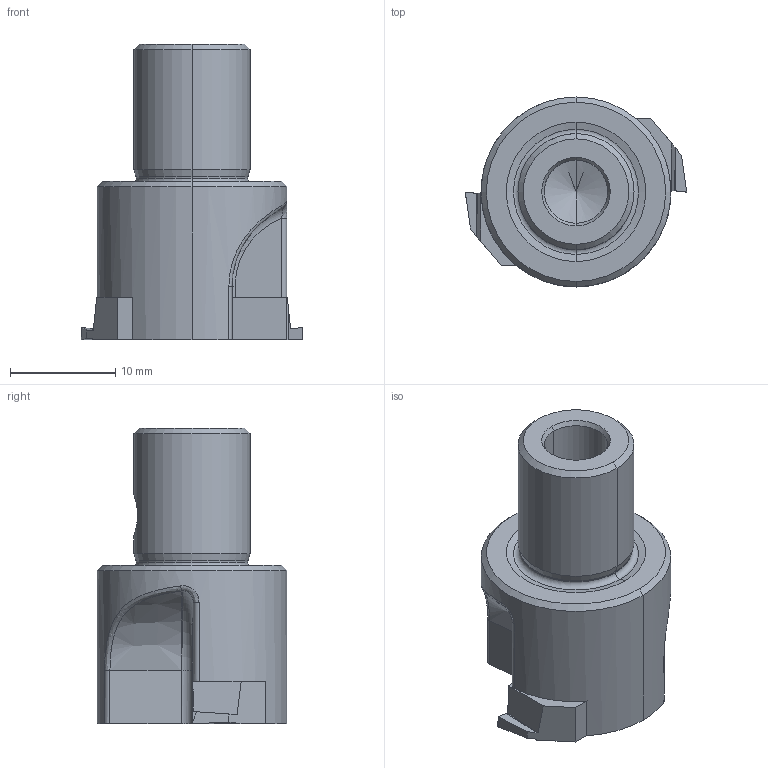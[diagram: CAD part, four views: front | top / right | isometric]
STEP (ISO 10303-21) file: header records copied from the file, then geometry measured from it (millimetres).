
FILE_DESCRIPTION(('no description'),'unknown implementation level');
FILE_NAME('F98071D2-1211-45CB-A3E9-0CB1E236E5D7_export.stp',' ',('CIMSOURCE GmbH'),('CADClick - KiM GmbH - www.kimweb.de'),'unknown preprocess','ACIS','unknown authorization');
FILE_SCHEMA(('automotive_design'));
Length unit declared in the file: millimetre
Products named in the file (5): 958.010 Kaiser DNF 22-34 X CK1|958.010 Kaiser DNF 22-34 X CK1_Standard;NONE; 958.010 Kaiser DNF 22-34 X CK1|958.048 Kaiser ETL M3 X 9,4F 10S_Standard;NONE; 958.010 Kaiser DNF 22-34 X CK1|958.061 Kaiser Wendeplatte Typ 1_Standard;NONE
Bounding box: 21 x 18 x 28 mm (x, y, z)
Volume: 3970.5 mm3; surface area: 2927.6 mm2
Topology: 5 solids, 5 shells, 215 faces, 542 edges, 339 vertices
Faces by surface type: cylinder 96, plane 67, cone 32, torus 8, sphere 8, bspline 4
Entity records: 15770 total; most frequent: CARTESIAN_POINT 4341, DIRECTION 1160, STYLED_ITEM 1094, PRESENTATION_STYLE_ASSIGNMENT 1094, COLOUR_RGB 1094, ORIENTED_EDGE 1080, EDGE_CURVE 540, CURVE_STYLE 540
